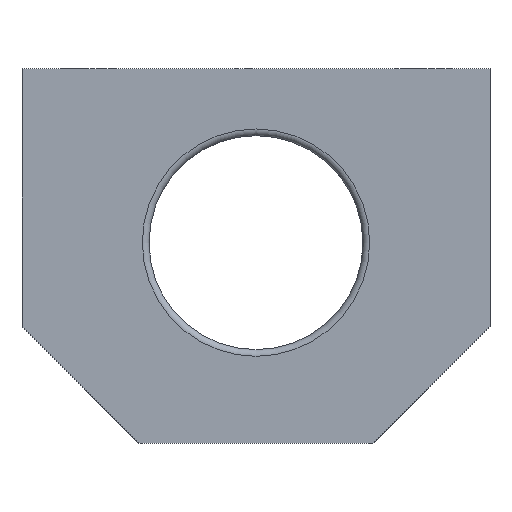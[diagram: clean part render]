
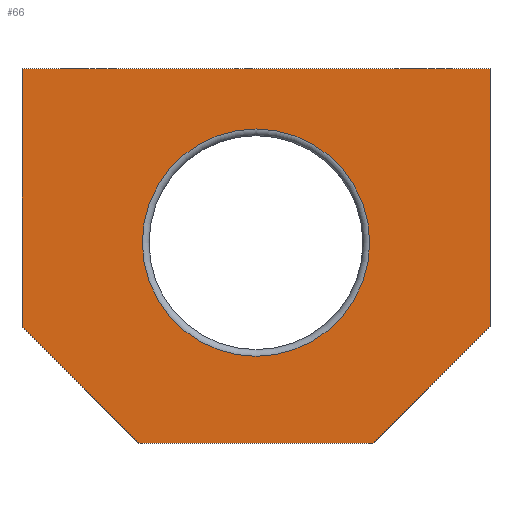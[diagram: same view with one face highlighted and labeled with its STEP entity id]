
A CAD part, front view. The second image highlights one B-rep face of the part: STEP entity #66.
In plain terms, the highlighted planar face has unit normal (0, -1, 0).
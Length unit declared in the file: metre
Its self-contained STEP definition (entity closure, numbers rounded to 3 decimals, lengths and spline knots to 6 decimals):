
#66 = ADVANCED_FACE( '', ( #162, #163 ), #164, .F. );
#162 = FACE_BOUND( '', #305, .T. );
#163 = FACE_OUTER_BOUND( '', #306, .T. );
#164 = PLANE( '', #307 );
#305 = EDGE_LOOP( '', ( #468 ) );
#306 = EDGE_LOOP( '', ( #469, #470, #471, #472, #473, #474 ) );
#307 = AXIS2_PLACEMENT_3D( '', #475, #476, #477 );
#468 = ORIENTED_EDGE( '', *, *, #802, .T. );
#469 = ORIENTED_EDGE( '', *, *, #794, .F. );
#470 = ORIENTED_EDGE( '', *, *, #803, .F. );
#471 = ORIENTED_EDGE( '', *, *, #804, .F. );
#472 = ORIENTED_EDGE( '', *, *, #805, .F. );
#473 = ORIENTED_EDGE( '', *, *, #784, .F. );
#474 = ORIENTED_EDGE( '', *, *, #806, .F. );
#475 = CARTESIAN_POINT( '', ( -0.0175, -0.031, 0.014 ) );
#476 = DIRECTION( '', ( 0., 1., 0. ) );
#477 = DIRECTION( '', ( 0., 0., 1. ) );
#784 = EDGE_CURVE( '', #924, #926, #927, .T. );
#794 = EDGE_CURVE( '', #943, #945, #946, .T. );
#802 = EDGE_CURVE( '', #959, #959, #960, .T. );
#803 = EDGE_CURVE( '', #961, #943, #962, .T. );
#804 = EDGE_CURVE( '', #963, #961, #964, .T. );
#805 = EDGE_CURVE( '', #926, #963, #965, .T. );
#806 = EDGE_CURVE( '', #945, #924, #966, .T. );
#924 = VERTEX_POINT( '', #1132 );
#926 = VERTEX_POINT( '', #1135 );
#927 = LINE( '', #1136, #1137 );
#943 = VERTEX_POINT( '', #1159 );
#945 = VERTEX_POINT( '', #1162 );
#946 = LINE( '', #1163, #1164 );
#959 = VERTEX_POINT( '', #1183 );
#960 = CIRCLE( '', #1184, 0.0085 );
#961 = VERTEX_POINT( '', #1185 );
#962 = LINE( '', #1186, #1187 );
#963 = VERTEX_POINT( '', #1188 );
#964 = LINE( '', #1189, #1190 );
#965 = LINE( '', #1191, #1192 );
#966 = LINE( '', #1193, #1194 );
#1132 = CARTESIAN_POINT( '', ( 0.0175, -0.031, 0.014 ) );
#1135 = CARTESIAN_POINT( '', ( 0.0175, -0.031, -0.00525 ) );
#1136 = CARTESIAN_POINT( '', ( 0.0175, -0.031, 0.014 ) );
#1137 = VECTOR( '', #1428, 1. );
#1159 = CARTESIAN_POINT( '', ( -0.0175, -0.031, -0.00525 ) );
#1162 = CARTESIAN_POINT( '', ( -0.0175, -0.031, 0.014 ) );
#1163 = CARTESIAN_POINT( '', ( -0.0175, -0.031, -0.00525 ) );
#1164 = VECTOR( '', #1439, 1. );
#1183 = CARTESIAN_POINT( '', ( 0., -0.031, 0.0095 ) );
#1184 = AXIS2_PLACEMENT_3D( '', #1446, #1447, #1448 );
#1185 = CARTESIAN_POINT( '', ( -0.00875, -0.031, -0.014 ) );
#1186 = CARTESIAN_POINT( '', ( -0.00875, -0.031, -0.014 ) );
#1187 = VECTOR( '', #1449, 1. );
#1188 = CARTESIAN_POINT( '', ( 0.00875, -0.031, -0.014 ) );
#1189 = CARTESIAN_POINT( '', ( 0.00875, -0.031, -0.014 ) );
#1190 = VECTOR( '', #1450, 1. );
#1191 = CARTESIAN_POINT( '', ( 0.0175, -0.031, -0.00525 ) );
#1192 = VECTOR( '', #1451, 1. );
#1193 = CARTESIAN_POINT( '', ( -0.0175, -0.031, 0.014 ) );
#1194 = VECTOR( '', #1452, 1. );
#1428 = DIRECTION( '', ( 0., 0., -1. ) );
#1439 = DIRECTION( '', ( 0., 0., 1. ) );
#1446 = CARTESIAN_POINT( '', ( 0., -0.031, 0.001 ) );
#1447 = DIRECTION( '', ( 0., 1., 0. ) );
#1448 = DIRECTION( '', ( 0., 0., 1. ) );
#1449 = DIRECTION( '', ( -0.707, 0., 0.707 ) );
#1450 = DIRECTION( '', ( -1., 0., 0. ) );
#1451 = DIRECTION( '', ( -0.707, 0., -0.707 ) );
#1452 = DIRECTION( '', ( 1., 0., 0. ) );
